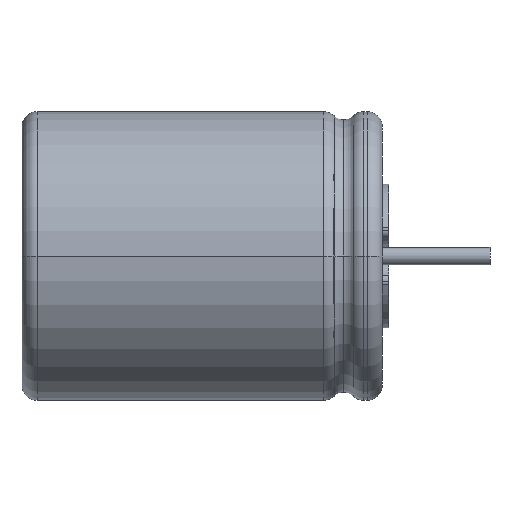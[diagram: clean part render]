
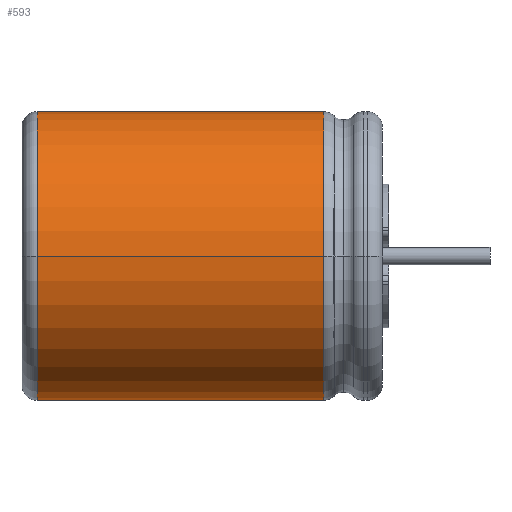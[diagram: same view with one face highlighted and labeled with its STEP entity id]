
A CAD part, left-side view. The second image highlights one B-rep face of the part: STEP entity #593.
In plain terms, the highlighted cylindrical face has radius 5.025 mm (diameter 10.051 mm), a partial arc.
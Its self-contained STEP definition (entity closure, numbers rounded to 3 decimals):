
#108 = ORIENTED_EDGE ( 'NONE', *, *, #891, .F. ) ;
#124 = VECTOR ( 'NONE', #2573, 1000. ) ;
#146 = VERTEX_POINT ( 'NONE', #1070 ) ;
#257 = DIRECTION ( 'NONE',  ( 0., -1., 0. ) ) ;
#428 = EDGE_CURVE ( 'NONE', #2055, #146, #3840, .T. ) ;
#593 = ADVANCED_FACE ( 'NONE', ( #4337 ), #803, .T. ) ;
#706 = VERTEX_POINT ( 'NONE', #3687 ) ;
#803 = CYLINDRICAL_SURFACE ( 'NONE', #3037, 5.025 ) ;
#883 = DIRECTION ( 'NONE',  ( 0., -1., 0. ) ) ;
#891 = EDGE_CURVE ( 'NONE', #146, #1905, #3179, .T. ) ;
#953 = EDGE_CURVE ( 'NONE', #706, #1905, #2030, .T. ) ;
#1070 = CARTESIAN_POINT ( 'NONE',  ( 0., 2.52, -5.025 ) ) ;
#1205 = LINE ( 'NONE', #3306, #1629 ) ;
#1254 = CARTESIAN_POINT ( 'NONE',  ( 0., 12.922, 0. ) ) ;
#1413 = DIRECTION ( 'NONE',  ( 1., 0., 0. ) ) ;
#1629 = VECTOR ( 'NONE', #257, 1000. ) ;
#1905 = VERTEX_POINT ( 'NONE', #2352 ) ;
#1942 = EDGE_LOOP ( 'NONE', ( #3438, #108, #2734, #2365 ) ) ;
#2030 = CIRCLE ( 'NONE', #2902, 5.025 ) ;
#2055 = VERTEX_POINT ( 'NONE', #4434 ) ;
#2328 = DIRECTION ( 'NONE',  ( 1., 0., 0. ) ) ;
#2352 = CARTESIAN_POINT ( 'NONE',  ( 0., 12.5, -5.025 ) ) ;
#2362 = AXIS2_PLACEMENT_3D ( 'NONE', #3136, #3418, #1413 ) ;
#2365 = ORIENTED_EDGE ( 'NONE', *, *, #3577, .F. ) ;
#2546 = CARTESIAN_POINT ( 'NONE',  ( 0., 12.5, 0. ) ) ;
#2551 = DIRECTION ( 'NONE',  ( 0., 1., 0. ) ) ;
#2573 = DIRECTION ( 'NONE',  ( 0., 1., 0. ) ) ;
#2734 = ORIENTED_EDGE ( 'NONE', *, *, #428, .F. ) ;
#2902 = AXIS2_PLACEMENT_3D ( 'NONE', #2546, #883, #3233 ) ;
#3037 = AXIS2_PLACEMENT_3D ( 'NONE', #1254, #2551, #2328 ) ;
#3136 = CARTESIAN_POINT ( 'NONE',  ( 0., 2.52, 0. ) ) ;
#3179 = LINE ( 'NONE', #3913, #124 ) ;
#3233 = DIRECTION ( 'NONE',  ( 1., 0., 0. ) ) ;
#3306 = CARTESIAN_POINT ( 'NONE',  ( 0., 12.922, 5.025 ) ) ;
#3418 = DIRECTION ( 'NONE',  ( 0., -1., 0. ) ) ;
#3438 = ORIENTED_EDGE ( 'NONE', *, *, #953, .T. ) ;
#3577 = EDGE_CURVE ( 'NONE', #706, #2055, #1205, .T. ) ;
#3687 = CARTESIAN_POINT ( 'NONE',  ( 0., 12.5, 5.025 ) ) ;
#3840 = CIRCLE ( 'NONE', #2362, 5.025 ) ;
#3913 = CARTESIAN_POINT ( 'NONE',  ( 0., 12.922, -5.025 ) ) ;
#4337 = FACE_OUTER_BOUND ( 'NONE', #1942, .T. ) ;
#4434 = CARTESIAN_POINT ( 'NONE',  ( 0., 2.52, 5.025 ) ) ;
